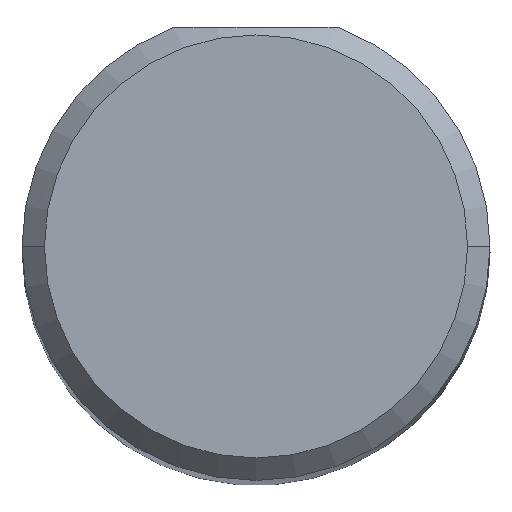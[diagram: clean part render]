
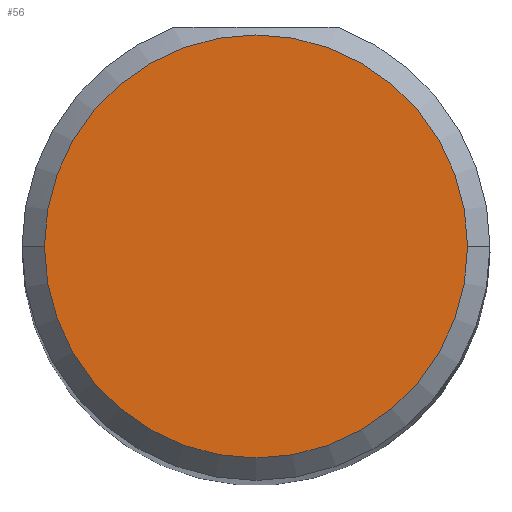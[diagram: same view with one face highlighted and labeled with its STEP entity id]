
A CAD part, top view. The second image highlights one B-rep face of the part: STEP entity #56.
In plain terms, the highlighted planar face has unit normal (0, 0, 1).
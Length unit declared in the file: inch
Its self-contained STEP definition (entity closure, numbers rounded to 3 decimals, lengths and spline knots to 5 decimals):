
#18 = AXIS2_PLACEMENT_3D ( 'NONE', #661, #187, #432 ) ;
#24 = CARTESIAN_POINT ( 'NONE',  ( 0.14125, 0., 2.5 ) ) ;
#56 = ADVANCED_FACE ( 'NONE', ( #351 ), #87, .T. ) ;
#78 = DIRECTION ( 'NONE',  ( 1., 0., 0. ) ) ;
#80 = ORIENTED_EDGE ( 'NONE', *, *, #128, .T. ) ;
#87 = PLANE ( 'NONE',  #169 ) ;
#101 = EDGE_LOOP ( 'NONE', ( #290, #80 ) ) ;
#128 = EDGE_CURVE ( 'NONE', #663, #371, #218, .T. ) ;
#169 = AXIS2_PLACEMENT_3D ( 'NONE', #558, #188, #682 ) ;
#180 = EDGE_CURVE ( 'NONE', #371, #663, #238, .T. ) ;
#187 = DIRECTION ( 'NONE',  ( 0., 0., 1. ) ) ;
#188 = DIRECTION ( 'NONE',  ( 0., 0., 1. ) ) ;
#218 = CIRCLE ( 'NONE', #446, 0.14125 ) ;
#238 = CIRCLE ( 'NONE', #18, 0.14125 ) ;
#248 = CARTESIAN_POINT ( 'NONE',  ( -0.14125, 0., 2.5 ) ) ;
#290 = ORIENTED_EDGE ( 'NONE', *, *, #180, .T. ) ;
#313 = CARTESIAN_POINT ( 'NONE',  ( 0., 0., 2.5 ) ) ;
#351 = FACE_OUTER_BOUND ( 'NONE', #101, .T. ) ;
#371 = VERTEX_POINT ( 'NONE', #248 ) ;
#393 = DIRECTION ( 'NONE',  ( 0., 0., 1. ) ) ;
#432 = DIRECTION ( 'NONE',  ( 1., 0., 0. ) ) ;
#446 = AXIS2_PLACEMENT_3D ( 'NONE', #313, #393, #78 ) ;
#558 = CARTESIAN_POINT ( 'NONE',  ( 0., 0., 2.5 ) ) ;
#661 = CARTESIAN_POINT ( 'NONE',  ( 0., 0., 2.5 ) ) ;
#663 = VERTEX_POINT ( 'NONE', #24 ) ;
#682 = DIRECTION ( 'NONE',  ( 1., 0., 0. ) ) ;
